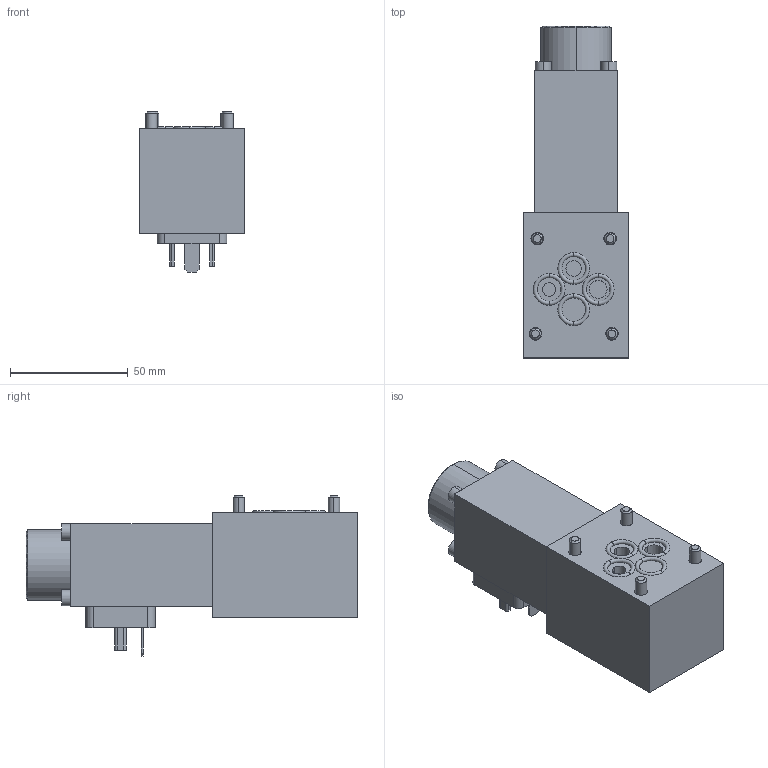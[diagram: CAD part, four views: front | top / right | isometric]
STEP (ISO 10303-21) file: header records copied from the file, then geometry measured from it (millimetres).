
FILE_DESCRIPTION((''),'2;1');
FILE_NAME('ILC71112254','2025-08-22T14:18:29',('Kroemer'),(''),'CREO PARAMETRIC BY PTC INC, 2021164','CREO PARAMETRIC BY PTC INC, 2021164','');
FILE_SCHEMA(('AUTOMOTIVE_DESIGN { 1 0 10303 214 1 1 1 1 }'));
Length unit declared in the file: inch
Products named in the file (1): ILC71112254
Bounding box: 44.7 x 141.1 x 68.07 mm (x, y, z)
Volume: 213615.6 mm3; surface area: 35450.6 mm2
Topology: 1 solids, 3 shells, 234 faces, 544 edges, 356 vertices
Faces by surface type: plane 130, cylinder 78, cone 18, torus 8
Entity records: 7716 total; most frequent: DIRECTION 1242, CARTESIAN_POINT 1155, ORIENTED_EDGE 1088, EDGE_CURVE 544, AXIS2_PLACEMENT_3D 446, VERTEX_POINT 356, VECTOR 347, LINE 347
